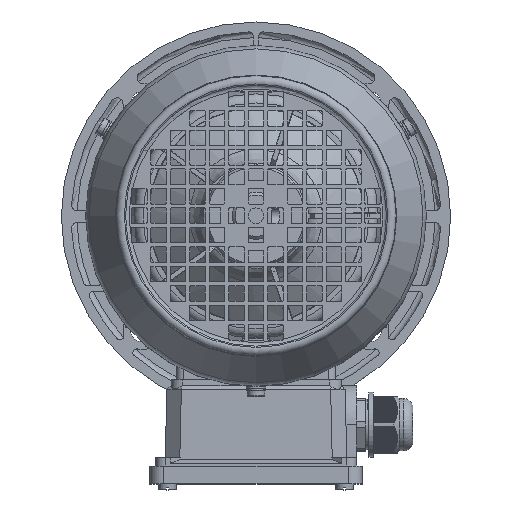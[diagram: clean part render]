
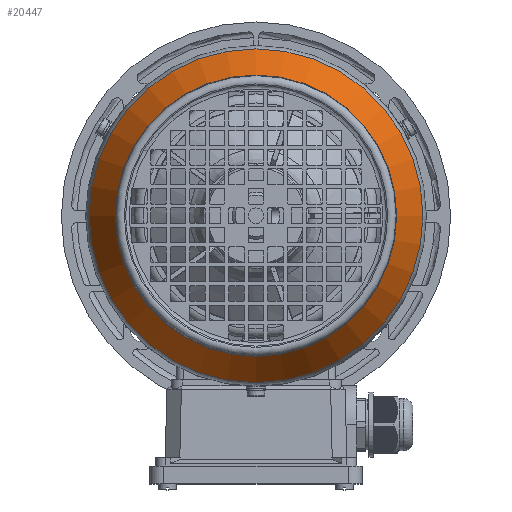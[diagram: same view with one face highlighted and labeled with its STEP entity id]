
A CAD part, top view. The second image highlights one B-rep face of the part: STEP entity #20447.
In plain terms, the highlighted conical face has half-angle 30 degrees and reference radius 85.758 mm.
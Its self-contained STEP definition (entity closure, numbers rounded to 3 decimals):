
#20447=ADVANCED_FACE('',(#26282,#26283),#23972,.T.);
#23972=CONICAL_SURFACE('',#74858,85.758,30.);
#26282=FACE_BOUND('',#27887,.T.);
#26283=FACE_BOUND('',#27888,.T.);
#27887=EDGE_LOOP('',(#35009));
#27888=EDGE_LOOP('',(#35010));
#35009=ORIENTED_EDGE('',*,*,#62391,.T.);
#35010=ORIENTED_EDGE('',*,*,#62390,.F.);
#54845=VERTEX_POINT('',#106493);
#54846=VERTEX_POINT('',#106496);
#62390=EDGE_CURVE('',#54845,#54845,#71803,.T.);
#62391=EDGE_CURVE('',#54846,#54846,#71804,.T.);
#71803=CIRCLE('',#74855,85.758);
#71804=CIRCLE('',#74857,72.283);
#74855=AXIS2_PLACEMENT_3D('',#106492,#83611,#83612);
#74857=AXIS2_PLACEMENT_3D('',#106495,#83615,#83616);
#74858=AXIS2_PLACEMENT_3D('',#106497,#83617,#83618);
#83611=DIRECTION('',(0.,0.,-1.));
#83612=DIRECTION('',(1.,0.,0.));
#83615=DIRECTION('',(0.,0.,-1.));
#83616=DIRECTION('',(1.,0.,0.));
#83617=DIRECTION('',(0.,0.,-1.));
#83618=DIRECTION('',(1.,0.,0.));
#106492=CARTESIAN_POINT('',(0.,0.,224.974));
#106493=CARTESIAN_POINT('',(85.758,0.,224.974));
#106495=CARTESIAN_POINT('',(0.,0.,248.313));
#106496=CARTESIAN_POINT('',(72.283,0.,248.313));
#106497=CARTESIAN_POINT('',(0.,0.,224.974));
